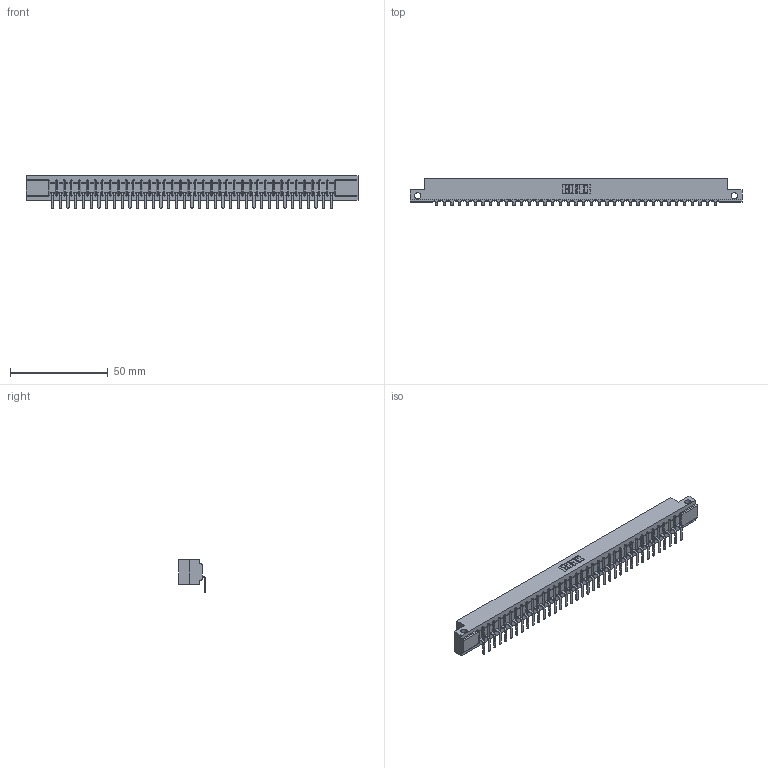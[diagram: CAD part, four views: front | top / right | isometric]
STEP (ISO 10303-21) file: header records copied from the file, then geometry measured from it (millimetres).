
FILE_DESCRIPTION (( 'STEP AP203' ), '1' );
FILE_NAME ('357-037-559-112.STEP', '2022-07-12T20:21:10', ( '' ), ( '' ), 'SwSTEP 2.0', 'SolidWorks 2020', '' );
FILE_SCHEMA (( 'CONFIG_CONTROL_DESIGN' ));
Length unit declared in the file: inch
Products named in the file (3): 357-037-559-112; 307 Part_.128 Dia Side Mounting Holes; 307-290-001_558 559 - 1 (Single)
Assembly tree (38 placements, depth 2):
  357-037-559-112
    307 Part_.128 Dia Side Mounting Holes
    307-290-001_558 559 - 1 (Single)  x37
Bounding box: 169.62 x 13.7 x 16.8 mm (x, y, z)
Volume: 17458.3 mm3; surface area: 18490.8 mm2
Topology: 38 solids, 38 shells, 2376 faces, 6761 edges, 4354 vertices
Faces by surface type: plane 1513, cylinder 787, sphere 76
Entity records: 32442 total; most frequent: CARTESIAN_POINT 5464, ORIENTED_EDGE 5450, DIRECTION 5317, EDGE_CURVE 2725, VECTOR 2087, LINE 2087, VERTEX_POINT 1762, AXIS2_PLACEMENT_3D 1615
